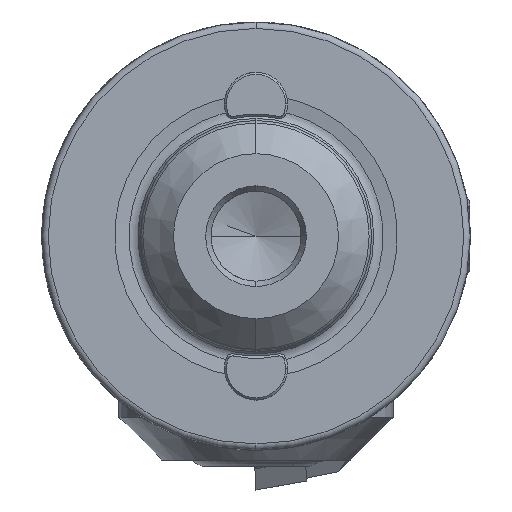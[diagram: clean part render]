
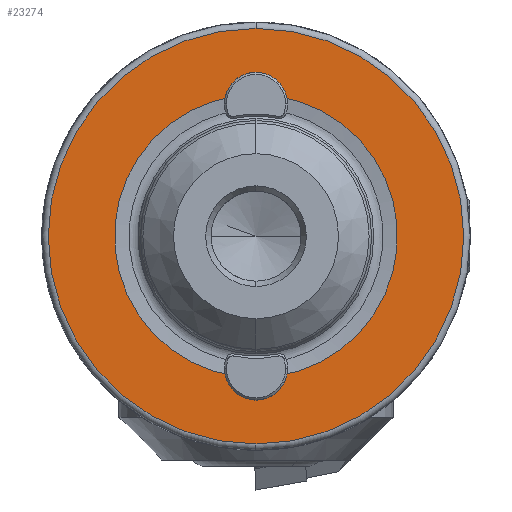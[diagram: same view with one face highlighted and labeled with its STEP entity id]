
A CAD part, left-side view. The second image highlights one B-rep face of the part: STEP entity #23274.
In plain terms, the highlighted planar face has unit normal (-1, 0, 0).
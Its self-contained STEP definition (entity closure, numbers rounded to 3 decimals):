
#438 = VERTEX_POINT ( 'NONE', #16575 ) ;
#798 = AXIS2_PLACEMENT_3D ( 'NONE', #28206, #13153, #30739 ) ;
#932 = CARTESIAN_POINT ( 'NONE',  ( -33., 0., 0. ) ) ;
#1078 = CARTESIAN_POINT ( 'NONE',  ( -33., 0., 7.55 ) ) ;
#1760 = CIRCLE ( 'NONE', #32188, 6.603 ) ;
#1921 = AXIS2_PLACEMENT_3D ( 'NONE', #29380, #14360, #31925 ) ;
#2490 = CARTESIAN_POINT ( 'NONE',  ( -33., 0., -9.7 ) ) ;
#2498 = ORIENTED_EDGE ( 'NONE', *, *, #22847, .T. ) ;
#3111 = CARTESIAN_POINT ( 'NONE',  ( -33., 0., 9.7 ) ) ;
#3412 = DIRECTION ( 'NONE',  ( 0., 0., 1. ) ) ;
#3923 = CIRCLE ( 'NONE', #5394, 6.603 ) ;
#4211 = CIRCLE ( 'NONE', #13160, 9.7 ) ;
#4738 = CARTESIAN_POINT ( 'NONE',  ( -33., 0., -7.55 ) ) ;
#5146 = VERTEX_POINT ( 'NONE', #30380 ) ;
#5394 = AXIS2_PLACEMENT_3D ( 'NONE', #13402, #30996, #15965 ) ;
#5534 = CARTESIAN_POINT ( 'NONE',  ( -33., 0., 6.65 ) ) ;
#6781 = ORIENTED_EDGE ( 'NONE', *, *, #30763, .F. ) ;
#6850 = VERTEX_POINT ( 'NONE', #12611 ) ;
#6873 = CIRCLE ( 'NONE', #26426, 0.9 ) ;
#7294 = CARTESIAN_POINT ( 'NONE',  ( -33., 6.603, 0. ) ) ;
#8007 = DIRECTION ( 'NONE',  ( 0., 0., 1. ) ) ;
#9631 = AXIS2_PLACEMENT_3D ( 'NONE', #25845, #10812, #28357 ) ;
#9808 = VERTEX_POINT ( 'NONE', #2490 ) ;
#9873 = EDGE_CURVE ( 'NONE', #24974, #24067, #32063, .T. ) ;
#10812 = DIRECTION ( 'NONE',  ( -1., 0., 0. ) ) ;
#10830 = VERTEX_POINT ( 'NONE', #4738 ) ;
#11692 = EDGE_LOOP ( 'NONE', ( #22085, #24175, #30817, #13478, #6781, #28085 ) ) ;
#12035 = EDGE_CURVE ( 'NONE', #9808, #24503, #4211, .T. ) ;
#12303 = DIRECTION ( 'NONE',  ( 1., 0., 0. ) ) ;
#12611 = CARTESIAN_POINT ( 'NONE',  ( -33., 0.894, -6.543 ) ) ;
#12636 = FACE_BOUND ( 'NONE', #11692, .T. ) ;
#12673 = AXIS2_PLACEMENT_3D ( 'NONE', #5534, #23012, #8007 ) ;
#12930 = EDGE_CURVE ( 'NONE', #6850, #10830, #27658, .T. ) ;
#12996 = EDGE_CURVE ( 'NONE', #10830, #438, #6873, .T. ) ;
#13153 = DIRECTION ( 'NONE',  ( -1., 0., 0. ) ) ;
#13160 = AXIS2_PLACEMENT_3D ( 'NONE', #29045, #14020, #31589 ) ;
#13402 = CARTESIAN_POINT ( 'NONE',  ( -33., 0., 0. ) ) ;
#13478 = ORIENTED_EDGE ( 'NONE', *, *, #24598, .F. ) ;
#13632 = DIRECTION ( 'NONE',  ( -1., 0., 0. ) ) ;
#14020 = DIRECTION ( 'NONE',  ( -1., 0., 0. ) ) ;
#14360 = DIRECTION ( 'NONE',  ( -1., 0., 0. ) ) ;
#15018 = EDGE_CURVE ( 'NONE', #438, #24974, #1760, .T. ) ;
#15965 = DIRECTION ( 'NONE',  ( 0., 0., 1. ) ) ;
#16575 = CARTESIAN_POINT ( 'NONE',  ( -33., -0.894, -6.543 ) ) ;
#17594 = CARTESIAN_POINT ( 'NONE',  ( -33., -0.894, 6.543 ) ) ;
#18179 = CIRCLE ( 'NONE', #1921, 0.9 ) ;
#18371 = DIRECTION ( 'NONE',  ( -1., 0., 0. ) ) ;
#19335 = FACE_OUTER_BOUND ( 'NONE', #31357, .T. ) ;
#22085 = ORIENTED_EDGE ( 'NONE', *, *, #15018, .F. ) ;
#22847 = EDGE_CURVE ( 'NONE', #24503, #9808, #22882, .T. ) ;
#22882 = CIRCLE ( 'NONE', #798, 9.7 ) ;
#23012 = DIRECTION ( 'NONE',  ( -1., 0., 0. ) ) ;
#23274 = ADVANCED_FACE ( 'NONE', ( #19335, #12636 ), #32298, .F. ) ;
#24067 = VERTEX_POINT ( 'NONE', #1078 ) ;
#24175 = ORIENTED_EDGE ( 'NONE', *, *, #12996, .F. ) ;
#24503 = VERTEX_POINT ( 'NONE', #3111 ) ;
#24598 = EDGE_CURVE ( 'NONE', #5146, #6850, #3923, .T. ) ;
#24761 = ORIENTED_EDGE ( 'NONE', *, *, #12035, .T. ) ;
#24974 = VERTEX_POINT ( 'NONE', #17594 ) ;
#25845 = CARTESIAN_POINT ( 'NONE',  ( -33., 0., -6.65 ) ) ;
#26426 = AXIS2_PLACEMENT_3D ( 'NONE', #28666, #13632, #31215 ) ;
#27658 = CIRCLE ( 'NONE', #9631, 0.9 ) ;
#28085 = ORIENTED_EDGE ( 'NONE', *, *, #9873, .F. ) ;
#28206 = CARTESIAN_POINT ( 'NONE',  ( -33., 0., 0. ) ) ;
#28357 = DIRECTION ( 'NONE',  ( 0., 0., 1. ) ) ;
#28666 = CARTESIAN_POINT ( 'NONE',  ( -33., 0., -6.65 ) ) ;
#29045 = CARTESIAN_POINT ( 'NONE',  ( -33., 0., 0. ) ) ;
#29380 = CARTESIAN_POINT ( 'NONE',  ( -33., 0., 6.65 ) ) ;
#29856 = DIRECTION ( 'NONE',  ( 0., 0., -1. ) ) ;
#30380 = CARTESIAN_POINT ( 'NONE',  ( -33., 0.894, 6.543 ) ) ;
#30739 = DIRECTION ( 'NONE',  ( 0., 0., 1. ) ) ;
#30763 = EDGE_CURVE ( 'NONE', #24067, #5146, #18179, .T. ) ;
#30817 = ORIENTED_EDGE ( 'NONE', *, *, #12930, .F. ) ;
#30996 = DIRECTION ( 'NONE',  ( -1., 0., 0. ) ) ;
#31215 = DIRECTION ( 'NONE',  ( 0., 0., 1. ) ) ;
#31357 = EDGE_LOOP ( 'NONE', ( #2498, #24761 ) ) ;
#31589 = DIRECTION ( 'NONE',  ( 0., 0., 1. ) ) ;
#31925 = DIRECTION ( 'NONE',  ( 0., 0., 1. ) ) ;
#31996 = AXIS2_PLACEMENT_3D ( 'NONE', #7294, #12303, #29856 ) ;
#32063 = CIRCLE ( 'NONE', #12673, 0.9 ) ;
#32188 = AXIS2_PLACEMENT_3D ( 'NONE', #932, #18371, #3412 ) ;
#32298 = PLANE ( 'NONE',  #31996 ) ;
